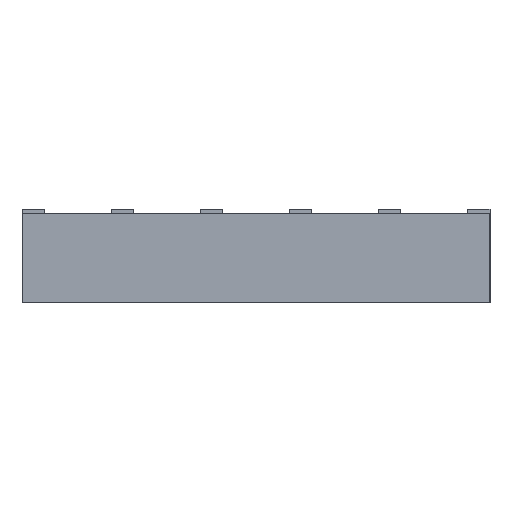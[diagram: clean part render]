
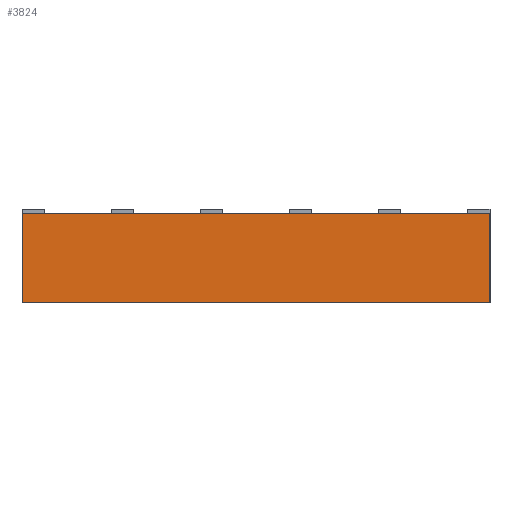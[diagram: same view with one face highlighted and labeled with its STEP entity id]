
A CAD part, left-side view. The second image highlights one B-rep face of the part: STEP entity #3824.
In plain terms, the highlighted planar face has unit normal (-1, 0, 0).
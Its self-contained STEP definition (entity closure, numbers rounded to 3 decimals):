
#1468=CARTESIAN_POINT('',(-46.,10.5,-0.2));
#1469=VERTEX_POINT('',#1468);
#1477=CARTESIAN_POINT('',(-46.,-10.5,-0.2));
#1478=VERTEX_POINT('',#1477);
#1485=CARTESIAN_POINT('',(-46.,-10.5,-0.2));
#1486=DIRECTION('',(0.,1.,0.));
#1487=VECTOR('',#1486,21.);
#1488=LINE('',#1485,#1487);
#1489=EDGE_CURVE('',#1478,#1469,#1488,.T.);
#3626=CARTESIAN_POINT('',(-46.,10.5,3.8));
#3627=VERTEX_POINT('',#3626);
#3636=CARTESIAN_POINT('',(-46.,-10.5,3.8));
#3637=VERTEX_POINT('',#3636);
#3638=CARTESIAN_POINT('',(-46.,-10.5,3.8));
#3639=DIRECTION('',(0.,1.,0.));
#3640=VECTOR('',#3639,21.);
#3641=LINE('',#3638,#3640);
#3642=EDGE_CURVE('',#3637,#3627,#3641,.T.);
#3803=CARTESIAN_POINT('',(-46.,-0.,-0.2));
#3804=DIRECTION('',(1.,0.,0.));
#3805=DIRECTION('',(0.,0.,-1.));
#3806=AXIS2_PLACEMENT_3D('',#3803,#3804,#3805);
#3807=PLANE('',#3806);
#3808=CARTESIAN_POINT('',(-46.,10.5,-0.2));
#3809=DIRECTION('',(0.,0.,1.));
#3810=VECTOR('',#3809,4.);
#3811=LINE('',#3808,#3810);
#3812=EDGE_CURVE('',#1469,#3627,#3811,.T.);
#3813=ORIENTED_EDGE('',*,*,#3812,.F.);
#3814=ORIENTED_EDGE('',*,*,#1489,.F.);
#3815=CARTESIAN_POINT('',(-46.,-10.5,-0.2));
#3816=DIRECTION('',(0.,0.,1.));
#3817=VECTOR('',#3816,4.);
#3818=LINE('',#3815,#3817);
#3819=EDGE_CURVE('',#1478,#3637,#3818,.T.);
#3820=ORIENTED_EDGE('',*,*,#3819,.T.);
#3821=ORIENTED_EDGE('',*,*,#3642,.T.);
#3822=EDGE_LOOP('',(#3813,#3814,#3820,#3821));
#3823=FACE_BOUND('',#3822,.T.);
#3824=ADVANCED_FACE('',(#3823),#3807,.F.);
